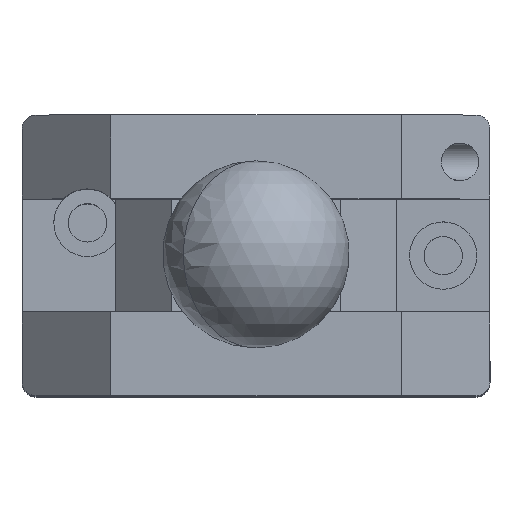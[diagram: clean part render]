
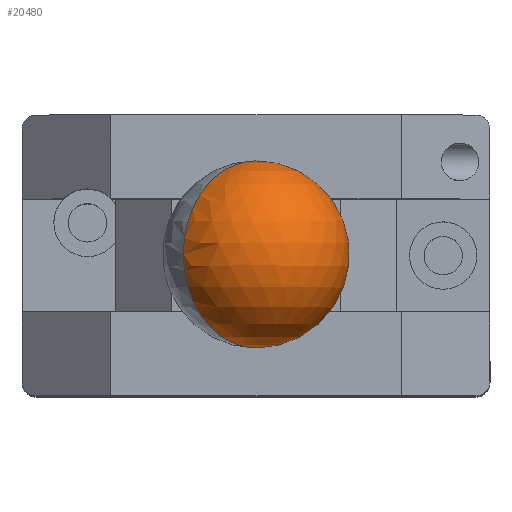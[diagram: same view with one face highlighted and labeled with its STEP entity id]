
A CAD part, top view. The second image highlights one B-rep face of the part: STEP entity #20480.
In plain terms, the highlighted spherical face has radius 10 mm.
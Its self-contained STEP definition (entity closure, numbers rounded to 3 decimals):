
#20464=CARTESIAN_POINT('',(0.0,0.0,0.0));
#20465=DIRECTION('',(0.0,0.0,1.0));
#20466=DIRECTION('',(1.0,0.0,0.0));
#20467=AXIS2_PLACEMENT_3D('',#20464,#20465,#20466);
#20468=SPHERICAL_SURFACE('',#20467,10.);
#20469=CARTESIAN_POINT('',(0.0,0.0,-10.));
#20470=VERTEX_POINT('',#20469);
#20471=CARTESIAN_POINT('',(0.0,0.0,0.0));
#20472=DIRECTION('',(0.0,-1.0,0.0));
#20473=DIRECTION('',(0.0,0.0,1.0));
#20474=AXIS2_PLACEMENT_3D('',#20471,#20472,#20473);
#20475=CIRCLE('',#20474,10.);
#20476=EDGE_CURVE('',#20470,#20470,#20475,.T.);
#20477=ORIENTED_EDGE('',*,*,#20476,.F.);
#20478=EDGE_LOOP('',(#20477));
#20479=FACE_OUTER_BOUND('',#20478,.T.);
#20480=ADVANCED_FACE('',(#20479),#20468,.T.);
